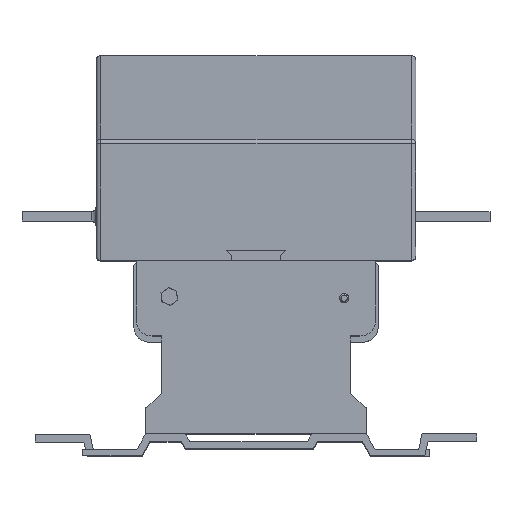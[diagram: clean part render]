
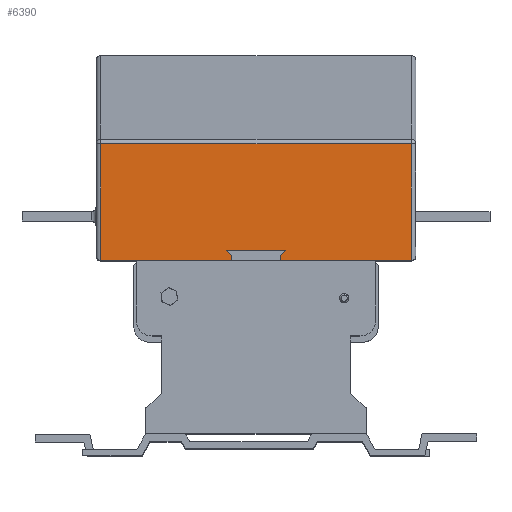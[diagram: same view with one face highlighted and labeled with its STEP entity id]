
A CAD part, top view. The second image highlights one B-rep face of the part: STEP entity #6390.
In plain terms, the highlighted planar face has unit normal (0, 0, 1).
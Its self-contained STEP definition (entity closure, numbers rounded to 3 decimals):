
#5 = CARTESIAN_POINT ( 'NONE',  ( -101.5, 184., 0. ) ) ;
#446 = VECTOR ( 'NONE', #10246, 1000. ) ;
#1135 = CARTESIAN_POINT ( 'NONE',  ( 101.5, 240., 0. ) ) ;
#1934 = DIRECTION ( 'NONE',  ( 0., -1., 0. ) ) ;
#2111 = VERTEX_POINT ( 'NONE', #3938 ) ;
#2357 = AXIS2_PLACEMENT_3D ( 'NONE', #1135, #6299, #7093 ) ;
#3215 = CARTESIAN_POINT ( 'NONE',  ( 98.5, 110., 0. ) ) ;
#3318 = FACE_OUTER_BOUND ( 'NONE', #7853, .T. ) ;
#3468 = VERTEX_POINT ( 'NONE', #6138 ) ;
#3824 = VECTOR ( 'NONE', #6813, 1000. ) ;
#3930 = ORIENTED_EDGE ( 'NONE', *, *, #9584, .T. ) ;
#3938 = CARTESIAN_POINT ( 'NONE',  ( -98.5, 184., 0. ) ) ;
#4512 = VERTEX_POINT ( 'NONE', #3215 ) ;
#5070 = EDGE_CURVE ( 'NONE', #4512, #9565, #5360, .T. ) ;
#5265 = LINE ( 'NONE', #7740, #446 ) ;
#5357 = DIRECTION ( 'NONE',  ( 0., 1., 0. ) ) ;
#5360 = LINE ( 'NONE', #9519, #7079 ) ;
#5363 = PLANE ( 'NONE',  #2357 ) ;
#5914 = ORIENTED_EDGE ( 'NONE', *, *, #8481, .T. ) ;
#6138 = CARTESIAN_POINT ( 'NONE',  ( -98.5, 110., 0. ) ) ;
#6299 = DIRECTION ( 'NONE',  ( 0., 0., -1. ) ) ;
#6390 = ADVANCED_FACE ( 'NONE', ( #3318 ), #5363, .F. ) ;
#6785 = ORIENTED_EDGE ( 'NONE', *, *, #8289, .T. ) ;
#6813 = DIRECTION ( 'NONE',  ( -1., 0., 0. ) ) ;
#6884 = ORIENTED_EDGE ( 'NONE', *, *, #5070, .T. ) ;
#7079 = VECTOR ( 'NONE', #5357, 1000. ) ;
#7093 = DIRECTION ( 'NONE',  ( -1., 0., 0. ) ) ;
#7527 = LINE ( 'NONE', #10392, #7669 ) ;
#7669 = VECTOR ( 'NONE', #1934, 1000. ) ;
#7740 = CARTESIAN_POINT ( 'NONE',  ( 101.5, 110., 0. ) ) ;
#7751 = CARTESIAN_POINT ( 'NONE',  ( 98.5, 184., 0. ) ) ;
#7853 = EDGE_LOOP ( 'NONE', ( #6785, #6884, #3930, #5914 ) ) ;
#8289 = EDGE_CURVE ( 'NONE', #3468, #4512, #5265, .T. ) ;
#8481 = EDGE_CURVE ( 'NONE', #2111, #3468, #7527, .T. ) ;
#8485 = LINE ( 'NONE', #5, #3824 ) ;
#9519 = CARTESIAN_POINT ( 'NONE',  ( 98.5, 240., 0. ) ) ;
#9565 = VERTEX_POINT ( 'NONE', #7751 ) ;
#9584 = EDGE_CURVE ( 'NONE', #9565, #2111, #8485, .T. ) ;
#10246 = DIRECTION ( 'NONE',  ( 1., 0., 0. ) ) ;
#10392 = CARTESIAN_POINT ( 'NONE',  ( -98.5, 240., 0. ) ) ;
